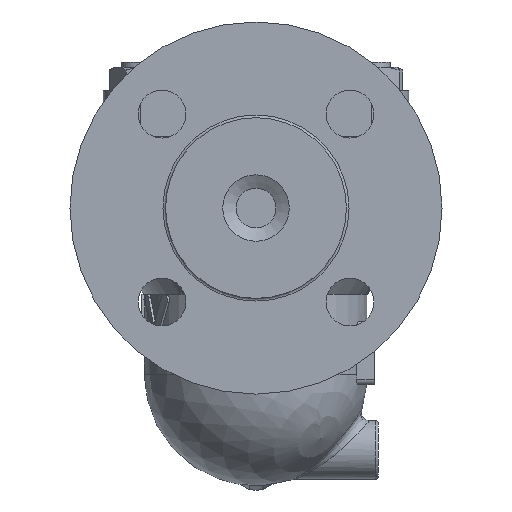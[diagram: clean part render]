
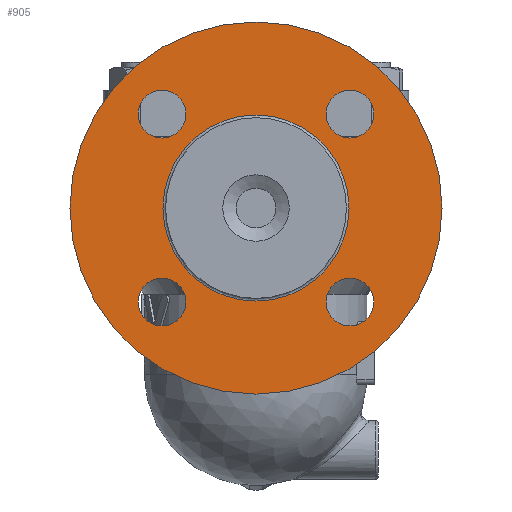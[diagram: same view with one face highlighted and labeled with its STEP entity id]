
A CAD part, left-side view. The second image highlights one B-rep face of the part: STEP entity #905.
In plain terms, the highlighted planar face has unit normal (-1, 0, 0).
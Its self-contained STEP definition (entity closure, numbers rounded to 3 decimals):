
#750=CARTESIAN_POINT('',(-142.5,-35.355,17.355));
#751=VERTEX_POINT('',#750);
#752=CARTESIAN_POINT('',(-142.5,-35.355,8.355));
#753=DIRECTION('',(1.0,0.0,0.0));
#754=DIRECTION('',(0.0,0.0,-1.0));
#755=AXIS2_PLACEMENT_3D('',#752,#753,#754);
#756=CIRCLE('',#755,9.0);
#757=EDGE_CURVE('',#751,#751,#756,.T.);
#778=CARTESIAN_POINT('',(-142.5,-35.355,-53.355));
#779=VERTEX_POINT('',#778);
#780=CARTESIAN_POINT('',(-142.5,-35.355,-62.355));
#781=DIRECTION('',(1.0,0.0,0.0));
#782=DIRECTION('',(0.0,0.0,-1.0));
#783=AXIS2_PLACEMENT_3D('',#780,#781,#782);
#784=CIRCLE('',#783,9.0);
#785=EDGE_CURVE('',#779,#779,#784,.T.);
#806=CARTESIAN_POINT('',(-142.5,35.355,-53.355));
#807=VERTEX_POINT('',#806);
#808=CARTESIAN_POINT('',(-142.5,35.355,-62.355));
#809=DIRECTION('',(1.0,0.0,0.0));
#810=DIRECTION('',(0.0,0.0,-1.0));
#811=AXIS2_PLACEMENT_3D('',#808,#809,#810);
#812=CIRCLE('',#811,9.0);
#813=EDGE_CURVE('',#807,#807,#812,.T.);
#834=CARTESIAN_POINT('',(-142.5,35.355,17.355));
#835=VERTEX_POINT('',#834);
#836=CARTESIAN_POINT('',(-142.5,35.355,8.355));
#837=DIRECTION('',(1.0,0.0,0.0));
#838=DIRECTION('',(0.0,0.0,-1.0));
#839=AXIS2_PLACEMENT_3D('',#836,#837,#838);
#840=CIRCLE('',#839,9.0);
#841=EDGE_CURVE('',#835,#835,#840,.T.);
#851=CARTESIAN_POINT('',(-142.5,0.0,8.));
#852=VERTEX_POINT('',#851);
#853=CARTESIAN_POINT('',(-142.5,0.0,-27.));
#854=DIRECTION('',(-1.0,0.0,0.0));
#855=DIRECTION('',(0.0,0.0,-1.0));
#856=AXIS2_PLACEMENT_3D('',#853,#854,#855);
#857=CIRCLE('',#856,35.);
#858=EDGE_CURVE('',#852,#852,#857,.T.);
#874=CARTESIAN_POINT('',(-142.5,0.0,25.));
#875=DIRECTION('',(-1.0,0.0,0.0));
#876=DIRECTION('',(0.0,0.0,1.0));
#877=AXIS2_PLACEMENT_3D('',#874,#875,#876);
#878=PLANE('',#877);
#879=CARTESIAN_POINT('',(-142.5,0.0,43.));
#880=VERTEX_POINT('',#879);
#881=CARTESIAN_POINT('',(-142.5,0.0,-27.));
#882=DIRECTION('',(-1.0,0.0,0.0));
#883=DIRECTION('',(0.0,0.0,1.0));
#884=AXIS2_PLACEMENT_3D('',#881,#882,#883);
#885=CIRCLE('',#884,70.);
#886=EDGE_CURVE('',#880,#880,#885,.T.);
#887=ORIENTED_EDGE('',*,*,#886,.T.);
#888=EDGE_LOOP('',(#887));
#889=FACE_OUTER_BOUND('',#888,.T.);
#890=ORIENTED_EDGE('',*,*,#757,.T.);
#891=EDGE_LOOP('',(#890));
#892=FACE_BOUND('',#891,.T.);
#893=ORIENTED_EDGE('',*,*,#785,.T.);
#894=EDGE_LOOP('',(#893));
#895=FACE_BOUND('',#894,.T.);
#896=ORIENTED_EDGE('',*,*,#813,.T.);
#897=EDGE_LOOP('',(#896));
#898=FACE_BOUND('',#897,.T.);
#899=ORIENTED_EDGE('',*,*,#841,.T.);
#900=EDGE_LOOP('',(#899));
#901=FACE_BOUND('',#900,.T.);
#902=ORIENTED_EDGE('',*,*,#858,.F.);
#903=EDGE_LOOP('',(#902));
#904=FACE_BOUND('',#903,.T.);
#905=ADVANCED_FACE('',(#889,#892,#895,#898,#901,#904),#878,.T.);
